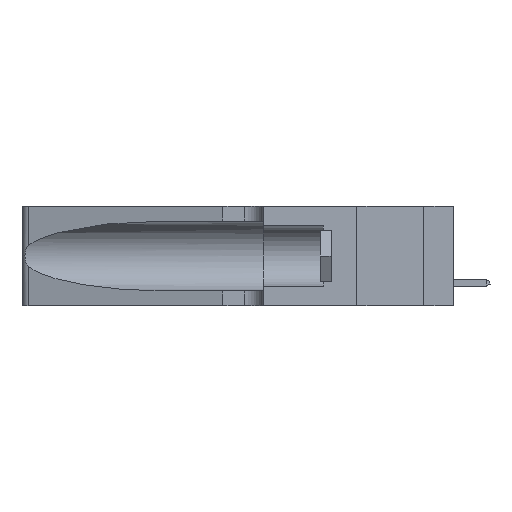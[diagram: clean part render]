
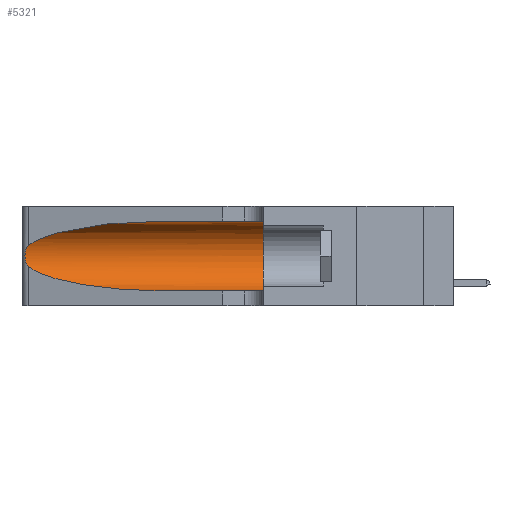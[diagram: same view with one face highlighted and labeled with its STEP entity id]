
A CAD part, left-side view. The second image highlights one B-rep face of the part: STEP entity #5321.
In plain terms, the highlighted cylindrical face has radius 3.308 mm (diameter 6.617 mm), a partial arc.
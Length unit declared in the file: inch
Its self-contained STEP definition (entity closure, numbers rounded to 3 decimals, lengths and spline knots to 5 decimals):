
#214 = DIRECTION ( 'NONE',  ( 0., 0., -1. ) ) ;
#309 = VERTEX_POINT ( 'NONE', #20799 ) ;
#1007 = ORIENTED_EDGE ( 'NONE', *, *, #7836, .T. ) ;
#1068 = CARTESIAN_POINT ( 'NONE',  ( 0.2373, 1.15595, 0.08982 ) ) ;
#1723 = CARTESIAN_POINT ( 'NONE',  ( 0.18966, 0.96281, 0.31525 ) ) ;
#3498 =( BOUNDED_CURVE ( )  B_SPLINE_CURVE ( 3, ( #7345, #1068, #26554, #20013 ),
 .UNSPECIFIED., .F., .T. ) 
 B_SPLINE_CURVE_WITH_KNOTS ( ( 4, 4 ),
 ( 3.44316, 4.71239 ),
 .UNSPECIFIED. ) 
 CURVE ( )  GEOMETRIC_REPRESENTATION_ITEM ( )  RATIONAL_B_SPLINE_CURVE ( ( 1., 0.87, 0.87, 1. ) ) 
 REPRESENTATION_ITEM ( '' )  );
#3946 = ORIENTED_EDGE ( 'NONE', *, *, #25579, .T. ) ;
#3993 = CARTESIAN_POINT ( 'NONE',  ( 0.1305, 1.61858, 0.05475 ) ) ;
#4054 = CARTESIAN_POINT ( 'NONE',  ( 0.26018, 1.23835, 0.19895 ) ) ;
#4147 = CARTESIAN_POINT ( 'NONE',  ( 0.25856, 1.23593, 0.16098 ) ) ;
#4464 = CARTESIAN_POINT ( 'NONE',  ( 0.1305, 0.72297, 0.31525 ) ) ;
#5321 = ADVANCED_FACE ( 'NONE', ( #25087 ), #24418, .F. ) ;
#6039 = CARTESIAN_POINT ( 'NONE',  ( 0.25555, 1.22994, 0.2215 ) ) ;
#6083 = EDGE_CURVE ( 'NONE', #17730, #23914, #24708, .T. ) ;
#6306 = CARTESIAN_POINT ( 'NONE',  ( 0.25854, 1.2359, 0.20912 ) ) ;
#6522 = CARTESIAN_POINT ( 'NONE',  ( 0.25487, 1.22718, 0.22369 ) ) ;
#7345 = CARTESIAN_POINT ( 'NONE',  ( 0.25487, 1.22718, 0.14631 ) ) ;
#7804 = VECTOR ( 'NONE', #10292, 39.37008 ) ;
#7836 = EDGE_CURVE ( 'NONE', #24451, #20388, #13485, .T. ) ;
#7914 = EDGE_CURVE ( 'NONE', #24451, #17730, #9902, .T. ) ;
#8195 = CARTESIAN_POINT ( 'NONE',  ( 0.25487, 1.22718, 0.22369 ) ) ;
#8300 = CARTESIAN_POINT ( 'NONE',  ( 0.1305, 0.72297, 0.31525 ) ) ;
#9022 = AXIS2_PLACEMENT_3D ( 'NONE', #23052, #27281, #16343 ) ;
#9199 = VERTEX_POINT ( 'NONE', #27605 ) ;
#9902 = LINE ( 'NONE', #22015, #18281 ) ;
#10256 = CARTESIAN_POINT ( 'NONE',  ( 0.25639, 1.23186, 0.15144 ) ) ;
#10292 = DIRECTION ( 'NONE',  ( 0., -1., 0. ) ) ;
#10908 = CARTESIAN_POINT ( 'NONE',  ( 0.1305, 0.35, 0.05475 ) ) ;
#12862 = EDGE_CURVE ( 'NONE', #309, #23914, #19569, .T. ) ;
#13011 = ORIENTED_EDGE ( 'NONE', *, *, #12862, .T. ) ;
#13148 = DIRECTION ( 'NONE',  ( 0., -1., 0. ) ) ;
#13231 = EDGE_CURVE ( 'NONE', #9199, #309, #3498, .T. ) ;
#13485 =( BOUNDED_CURVE ( )  B_SPLINE_CURVE ( 3, ( #8300, #1723, #20998, #8195 ),
 .UNSPECIFIED., .F., .T. ) 
 B_SPLINE_CURVE_WITH_KNOTS ( ( 4, 4 ),
 ( 1.5708, 2.84003 ),
 .UNSPECIFIED. ) 
 CURVE ( )  GEOMETRIC_REPRESENTATION_ITEM ( )  RATIONAL_B_SPLINE_CURVE ( ( 1., 0.87, 0.87, 1. ) ) 
 REPRESENTATION_ITEM ( '' )  );
#14039 = EDGE_LOOP ( 'NONE', ( #1007, #3946, #15095, #13011, #22500, #22747 ) ) ;
#14778 = CARTESIAN_POINT ( 'NONE',  ( 0.26017, 1.23833, 0.17102 ) ) ;
#14893 = CARTESIAN_POINT ( 'NONE',  ( 0.1305, 0.35, 0.31525 ) ) ;
#15095 = ORIENTED_EDGE ( 'NONE', *, *, #13231, .T. ) ;
#16053 = B_SPLINE_CURVE_WITH_KNOTS ( 'NONE', 3,
 ( #25613, #6039, #27481, #17006, #6306, #4054, #21096, #23338, #14778, #4147, #21284, #10256, #21374, #23243 ),
 .UNSPECIFIED., .F., .F.,
 ( 4, 2, 2, 2, 2, 2, 4 ),
 ( 0., 0.00027, 0.00053, 0.00107, 0.0016, 0.00187, 0.00214 ),
 .UNSPECIFIED. ) ;
#16343 = DIRECTION ( 'NONE',  ( 0., 0., 1. ) ) ;
#17006 = CARTESIAN_POINT ( 'NONE',  ( 0.25787, 1.23484, 0.2124 ) ) ;
#17730 = VERTEX_POINT ( 'NONE', #14893 ) ;
#18281 = VECTOR ( 'NONE', #13148, 39.37008 ) ;
#19569 = LINE ( 'NONE', #3993, #7804 ) ;
#20013 = CARTESIAN_POINT ( 'NONE',  ( 0.1305, 0.72297, 0.05475 ) ) ;
#20388 = VERTEX_POINT ( 'NONE', #6522 ) ;
#20799 = CARTESIAN_POINT ( 'NONE',  ( 0.1305, 0.72297, 0.05475 ) ) ;
#20998 = CARTESIAN_POINT ( 'NONE',  ( 0.2373, 1.15595, 0.28018 ) ) ;
#21096 = CARTESIAN_POINT ( 'NONE',  ( 0.26075, 1.23896, 0.19203 ) ) ;
#21284 = CARTESIAN_POINT ( 'NONE',  ( 0.25789, 1.23486, 0.15765 ) ) ;
#21374 = CARTESIAN_POINT ( 'NONE',  ( 0.25555, 1.22993, 0.14849 ) ) ;
#22015 = CARTESIAN_POINT ( 'NONE',  ( 0.1305, 1.61858, 0.31525 ) ) ;
#22500 = ORIENTED_EDGE ( 'NONE', *, *, #6083, .F. ) ;
#22747 = ORIENTED_EDGE ( 'NONE', *, *, #7914, .F. ) ;
#23052 = CARTESIAN_POINT ( 'NONE',  ( 0.1305, 0.35, 0.185 ) ) ;
#23243 = CARTESIAN_POINT ( 'NONE',  ( 0.25487, 1.22718, 0.14631 ) ) ;
#23338 = CARTESIAN_POINT ( 'NONE',  ( 0.26075, 1.23896, 0.178 ) ) ;
#23914 = VERTEX_POINT ( 'NONE', #10908 ) ;
#24048 = AXIS2_PLACEMENT_3D ( 'NONE', #25884, #26067, #214 ) ;
#24418 = CYLINDRICAL_SURFACE ( 'NONE', #24048, 0.13025 ) ;
#24451 = VERTEX_POINT ( 'NONE', #4464 ) ;
#24708 = CIRCLE ( 'NONE', #9022, 0.13025 ) ;
#25087 = FACE_OUTER_BOUND ( 'NONE', #14039, .T. ) ;
#25579 = EDGE_CURVE ( 'NONE', #20388, #9199, #16053, .T. ) ;
#25613 = CARTESIAN_POINT ( 'NONE',  ( 0.25487, 1.22718, 0.22369 ) ) ;
#25884 = CARTESIAN_POINT ( 'NONE',  ( 0.1305, 1.61858, 0.185 ) ) ;
#26067 = DIRECTION ( 'NONE',  ( 0., -1., 0. ) ) ;
#26554 = CARTESIAN_POINT ( 'NONE',  ( 0.18966, 0.96281, 0.05475 ) ) ;
#27281 = DIRECTION ( 'NONE',  ( 0., 1., 0. ) ) ;
#27481 = CARTESIAN_POINT ( 'NONE',  ( 0.25639, 1.23184, 0.21858 ) ) ;
#27605 = CARTESIAN_POINT ( 'NONE',  ( 0.25487, 1.22718, 0.14631 ) ) ;
